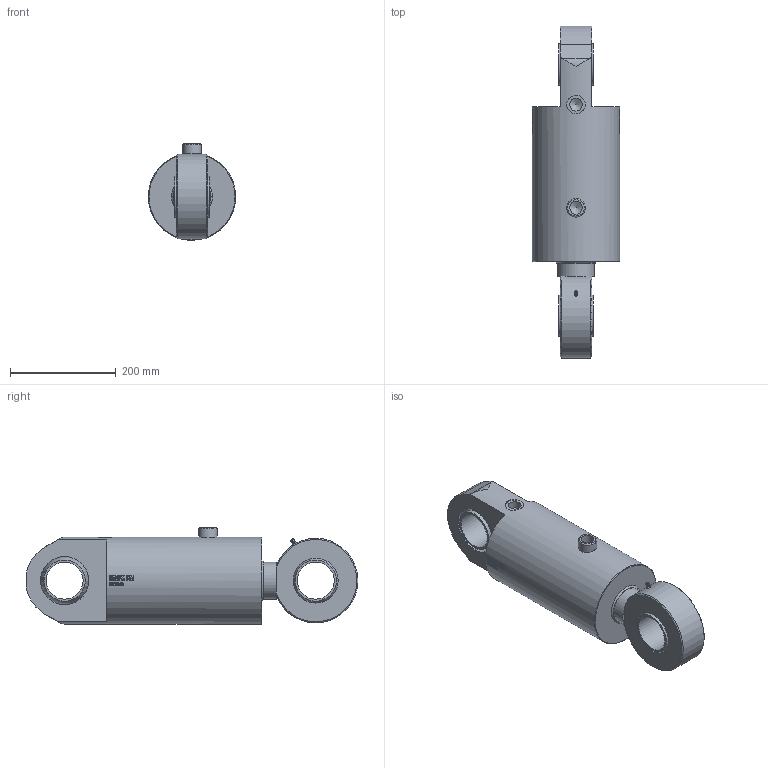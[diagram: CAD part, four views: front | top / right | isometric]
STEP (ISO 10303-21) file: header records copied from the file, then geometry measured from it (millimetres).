
FILE_DESCRIPTION((''),'2;1');
FILE_NAME('KS2DVL140_70.stp','2012-02-27T08:59:13',('tribel'),(''),'Autodesk Inventor 2011','Autodesk Inventor 2011','');
FILE_SCHEMA(('AUTOMOTIVE_DESIGN { 1 0 10303 214 1 1 1 1 }'));
Length unit declared in the file: millimetre
Products named in the file (6): KS2DVL140_70; KS2DVL140_70_Parameters; KS2DVL140_70_stang; KS2DVL140_70_body.; KS.70.eye.komplett; Kule70HO
Assembly tree (5 placements, depth 2):
  KS2DVL140_70
    KS2DVL140_70_Parameters
    KS2DVL140_70_stang
    KS2DVL140_70_body.
    KS.70.eye.komplett
    Kule70HO
Bounding box: 165 x 628 x 182.5 mm (x, y, z)
Volume: 7192003.1 mm3; surface area: 603887.4 mm2
Topology: 4 solids, 6 shells, 558 faces, 1470 edges, 975 vertices
Faces by surface type: plane 288, bspline 168, cylinder 68, cone 21, torus 7, sphere 6
Full cylindrical faces by diameter (mm): 3 x1, 4 x1, 6 x2, 24.117 x2, 35 x1, 70 x4, 78 x4, 85 x2, 91 x1, 140 x2, 165 x1
Entity records: 39045 total; most frequent: CARTESIAN_POINT 26674, ORIENTED_EDGE 2834, DIRECTION 1842, EDGE_CURVE 1419, VERTEX_POINT 963, EDGE_LOOP 655, AXIS2_PLACEMENT_3D 635, B_SPLINE_CURVE_WITH_KNOTS 575
